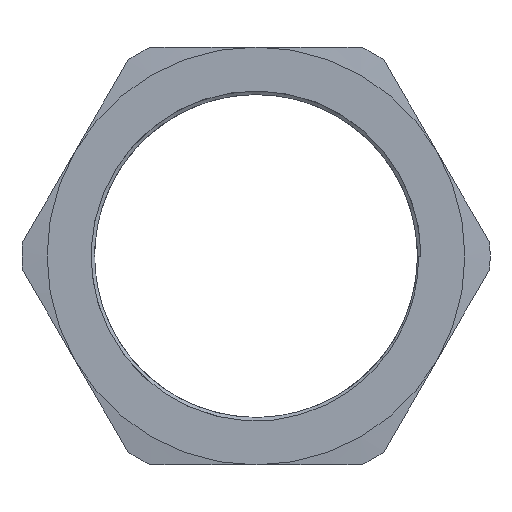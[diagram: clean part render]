
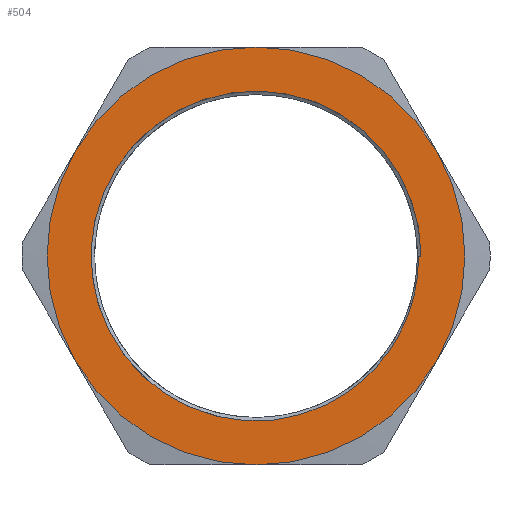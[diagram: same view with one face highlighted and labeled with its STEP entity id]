
A CAD part, left-side view. The second image highlights one B-rep face of the part: STEP entity #504.
In plain terms, the highlighted planar face has unit normal (-1, 0, 0).
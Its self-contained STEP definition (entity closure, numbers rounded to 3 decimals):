
#15=FACE_BOUND('',#125,.T.);
#60=PLANE('',#568);
#93=FACE_OUTER_BOUND('',#124,.T.);
#124=EDGE_LOOP('',(#448,#449,#450,#451,#452,#453));
#125=EDGE_LOOP('',(#454,#455,#456));
#131=LINE('',#1678,#148);
#148=VECTOR('',#581,10.);
#164=B_SPLINE_CURVE_WITH_KNOTS('',3,(#1069,#1070,#1071,#1072,#1073,#1074,
#1075,#1076,#1077,#1078,#1079,#1080,#1081,#1082,#1083,#1084,#1085,#1086,
#1087),.UNSPECIFIED.,.F.,.F.,(4,3,3,3,3,3,4),(-5.473,-5.459,
-3.862,-3.632,-1.811,-0.287,
0.),.UNSPECIFIED.);
#171=CIRCLE('',#519,37.5);
#172=CIRCLE('',#527,47.5);
#175=CIRCLE('',#531,47.5);
#177=CIRCLE('',#534,47.5);
#179=CIRCLE('',#537,47.5);
#180=CIRCLE('',#539,47.5);
#195=CIRCLE('',#566,47.5);
#200=VERTEX_POINT('',#1067);
#201=VERTEX_POINT('',#1068);
#205=VERTEX_POINT('',#1677);
#209=VERTEX_POINT('',#1691);
#212=VERTEX_POINT('',#1705);
#221=VERTEX_POINT('',#1733);
#227=VERTEX_POINT('',#1754);
#233=VERTEX_POINT('',#1775);
#236=VERTEX_POINT('',#1789);
#246=EDGE_CURVE('',#200,#201,#164,.T.);
#253=EDGE_CURVE('',#201,#205,#131,.T.);
#256=EDGE_CURVE('',#200,#205,#171,.T.);
#293=EDGE_CURVE('',#209,#233,#172,.T.);
#296=EDGE_CURVE('',#236,#227,#175,.T.);
#298=EDGE_CURVE('',#227,#221,#177,.T.);
#300=EDGE_CURVE('',#233,#212,#179,.T.);
#301=EDGE_CURVE('',#212,#236,#180,.T.);
#316=EDGE_CURVE('',#221,#209,#195,.T.);
#448=ORIENTED_EDGE('',*,*,#298,.F.);
#449=ORIENTED_EDGE('',*,*,#296,.F.);
#450=ORIENTED_EDGE('',*,*,#301,.F.);
#451=ORIENTED_EDGE('',*,*,#300,.F.);
#452=ORIENTED_EDGE('',*,*,#293,.F.);
#453=ORIENTED_EDGE('',*,*,#316,.F.);
#454=ORIENTED_EDGE('',*,*,#256,.T.);
#455=ORIENTED_EDGE('',*,*,#253,.F.);
#456=ORIENTED_EDGE('',*,*,#246,.F.);
#504=ADVANCED_FACE('',(#93,#15),#60,.T.);
#519=AXIS2_PLACEMENT_3D('',#1682,#587,#588);
#527=AXIS2_PLACEMENT_3D('',#1810,#615,#616);
#531=AXIS2_PLACEMENT_3D('',#1814,#623,#624);
#534=AXIS2_PLACEMENT_3D('',#1817,#629,#630);
#537=AXIS2_PLACEMENT_3D('',#1820,#635,#636);
#539=AXIS2_PLACEMENT_3D('',#1822,#639,#640);
#566=AXIS2_PLACEMENT_3D('',#1849,#693,#694);
#568=AXIS2_PLACEMENT_3D('',#1851,#697,#698);
#581=DIRECTION('',(0.,-1.,0.));
#587=DIRECTION('center_axis',(1.,0.,0.));
#588=DIRECTION('ref_axis',(0.,0.,-1.));
#615=DIRECTION('center_axis',(1.,0.,0.));
#616=DIRECTION('ref_axis',(0.,-1.,0.));
#623=DIRECTION('center_axis',(1.,0.,0.));
#624=DIRECTION('ref_axis',(0.,-1.,0.));
#629=DIRECTION('center_axis',(1.,0.,0.));
#630=DIRECTION('ref_axis',(0.,-1.,0.));
#635=DIRECTION('center_axis',(1.,0.,0.));
#636=DIRECTION('ref_axis',(0.,-1.,0.));
#639=DIRECTION('center_axis',(1.,0.,0.));
#640=DIRECTION('ref_axis',(0.,-1.,0.));
#693=DIRECTION('center_axis',(1.,0.,0.));
#694=DIRECTION('ref_axis',(0.,-1.,0.));
#697=DIRECTION('center_axis',(-1.,0.,0.));
#698=DIRECTION('ref_axis',(0.,0.,1.));
#1067=CARTESIAN_POINT('',(-6.4,-3.92,-37.295));
#1068=CARTESIAN_POINT('',(-6.4,-36.956,0.));
#1069=CARTESIAN_POINT('Ctrl Pts',(-6.4,-3.92,-37.297));
#1070=CARTESIAN_POINT('Ctrl Pts',(-6.4,-3.965,-37.292));
#1071=CARTESIAN_POINT('Ctrl Pts',(-6.4,-4.01,-37.287));
#1072=CARTESIAN_POINT('Ctrl Pts',(-6.4,-4.055,-37.282));
#1073=CARTESIAN_POINT('Ctrl Pts',(-6.4,-9.34,-36.654));
#1074=CARTESIAN_POINT('Ctrl Pts',(-6.4,-14.469,-34.884));
#1075=CARTESIAN_POINT('Ctrl Pts',(-6.4,-19.013,-32.14));
#1076=CARTESIAN_POINT('Ctrl Pts',(-6.4,-19.67,-31.743));
#1077=CARTESIAN_POINT('Ctrl Pts',(-6.4,-20.314,-31.327));
#1078=CARTESIAN_POINT('Ctrl Pts',(-6.4,-20.944,-30.89));
#1079=CARTESIAN_POINT('Ctrl Pts',(-6.4,-25.914,-27.448));
#1080=CARTESIAN_POINT('Ctrl Pts',(-6.4,-30.036,-22.765));
#1081=CARTESIAN_POINT('Ctrl Pts',(-6.4,-32.814,-17.397));
#1082=CARTESIAN_POINT('Ctrl Pts',(-6.4,-35.139,-12.902));
#1083=CARTESIAN_POINT('Ctrl Pts',(-6.4,-36.526,-7.92));
#1084=CARTESIAN_POINT('Ctrl Pts',(-6.4,-36.872,-2.868));
#1085=CARTESIAN_POINT('Ctrl Pts',(-6.4,-36.938,-1.915));
#1086=CARTESIAN_POINT('Ctrl Pts',(-6.4,-36.966,-0.958));
#1087=CARTESIAN_POINT('Ctrl Pts',(-6.4,-36.956,0.));
#1677=CARTESIAN_POINT('',(-6.4,-37.5,0.));
#1678=CARTESIAN_POINT('',(-6.4,-18.626,0.));
#1682=CARTESIAN_POINT('Origin',(-6.4,0.,0.));
#1691=CARTESIAN_POINT('',(-6.4,0.,47.5));
#1705=CARTESIAN_POINT('',(-6.4,-41.136,-23.75));
#1733=CARTESIAN_POINT('',(-6.4,41.136,23.75));
#1754=CARTESIAN_POINT('',(-6.4,41.136,-23.75));
#1775=CARTESIAN_POINT('',(-6.4,-41.136,23.75));
#1789=CARTESIAN_POINT('',(-6.4,0.,-47.5));
#1810=CARTESIAN_POINT('Origin',(-6.4,0.,0.));
#1814=CARTESIAN_POINT('Origin',(-6.4,0.,0.));
#1817=CARTESIAN_POINT('Origin',(-6.4,0.,0.));
#1820=CARTESIAN_POINT('Origin',(-6.4,0.,0.));
#1822=CARTESIAN_POINT('Origin',(-6.4,0.,0.));
#1849=CARTESIAN_POINT('Origin',(-6.4,0.,0.));
#1851=CARTESIAN_POINT('Origin',(-6.4,53.2,0.));
